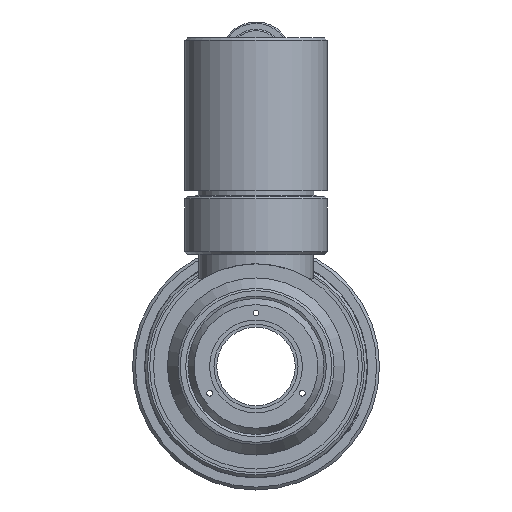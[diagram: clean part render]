
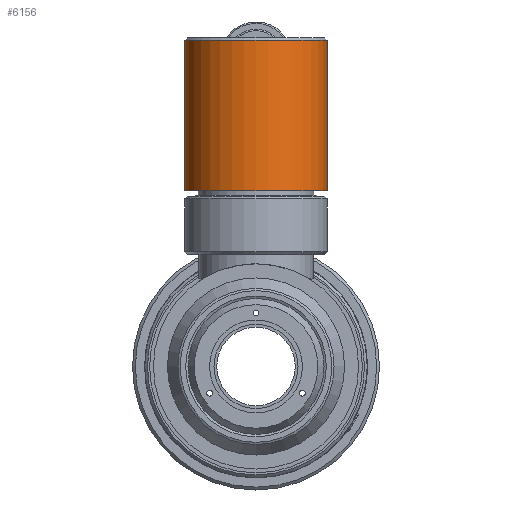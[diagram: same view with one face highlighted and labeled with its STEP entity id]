
A CAD part, left-side view. The second image highlights one B-rep face of the part: STEP entity #6156.
In plain terms, the highlighted cylindrical face has radius 12.7 mm (diameter 25.4 mm), a full revolution.
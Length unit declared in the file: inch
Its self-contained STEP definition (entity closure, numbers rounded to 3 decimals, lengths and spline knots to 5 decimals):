
#5906=CARTESIAN_POINT('',(1.084,0.5,0.));
#5907=VERTEX_POINT('',#5906);
#5908=CARTESIAN_POINT('',(1.214,0.5,0.0));
#5909=VERTEX_POINT('',#5908);
#5910=CARTESIAN_POINT('',(1.084,0.5,0.));
#5911=CARTESIAN_POINT('',(1.084,0.5,-0.00817));
#5912=CARTESIAN_POINT('',(1.08563,0.49978,-0.01688));
#5913=CARTESIAN_POINT('',(1.09227,0.49898,-0.03289));
#5914=CARTESIAN_POINT('',(1.09727,0.49842,-0.0402));
#5915=CARTESIAN_POINT('',(1.1088,0.49735,-0.05173));
#5916=CARTESIAN_POINT('',(1.11611,0.49678,-0.05673));
#5917=CARTESIAN_POINT('',(1.13212,0.49598,-0.06337));
#5918=CARTESIAN_POINT('',(1.14083,0.49576,-0.065));
#5919=CARTESIAN_POINT('',(1.15717,0.49576,-0.065));
#5920=CARTESIAN_POINT('',(1.16588,0.49598,-0.06337));
#5921=CARTESIAN_POINT('',(1.18189,0.49678,-0.05673));
#5922=CARTESIAN_POINT('',(1.1892,0.49735,-0.05173));
#5923=CARTESIAN_POINT('',(1.20073,0.49842,-0.0402));
#5924=CARTESIAN_POINT('',(1.20573,0.49898,-0.03289));
#5925=CARTESIAN_POINT('',(1.21237,0.49978,-0.01688));
#5926=CARTESIAN_POINT('',(1.214,0.5,-0.00817));
#5927=CARTESIAN_POINT('',(1.214,0.5,0.));
#5928=B_SPLINE_CURVE_WITH_KNOTS('',3,(#5910,#5911,#5912,#5913,#5914,#5915,#5916,#5917,#5918,#5919,#5920,#5921,#5922,#5923,#5924,#5925,#5926,#5927),.UNSPECIFIED.,.F.,.U.,(4,2,2,2,2,2,2,2,4),(0.24907,0.31133,0.3736,0.43587,0.49813,0.5604,0.62267,0.68493,0.7472),.UNSPECIFIED.);
#5929=EDGE_CURVE('',#5907,#5909,#5928,.T.);
#5931=CARTESIAN_POINT('',(1.214,0.5,0.));
#5932=CARTESIAN_POINT('',(1.214,0.5,0.00817));
#5933=CARTESIAN_POINT('',(1.21237,0.49978,0.01688));
#5934=CARTESIAN_POINT('',(1.20573,0.49898,0.03289));
#5935=CARTESIAN_POINT('',(1.20073,0.49842,0.0402));
#5936=CARTESIAN_POINT('',(1.1892,0.49735,0.05173));
#5937=CARTESIAN_POINT('',(1.18189,0.49678,0.05673));
#5938=CARTESIAN_POINT('',(1.16588,0.49598,0.06337));
#5939=CARTESIAN_POINT('',(1.15717,0.49576,0.065));
#5940=CARTESIAN_POINT('',(1.149,0.49576,0.065));
#5941=CARTESIAN_POINT('',(1.14083,0.49576,0.065));
#5942=CARTESIAN_POINT('',(1.13212,0.49598,0.06337));
#5943=CARTESIAN_POINT('',(1.11611,0.49678,0.05673));
#5944=CARTESIAN_POINT('',(1.1088,0.49735,0.05173));
#5945=CARTESIAN_POINT('',(1.09727,0.49842,0.0402));
#5946=CARTESIAN_POINT('',(1.09227,0.49898,0.03289));
#5947=CARTESIAN_POINT('',(1.08563,0.49978,0.01688));
#5948=CARTESIAN_POINT('',(1.084,0.5,0.00817));
#5949=CARTESIAN_POINT('',(1.084,0.5,0.0));
#5950=B_SPLINE_CURVE_WITH_KNOTS('',3,(#5931,#5932,#5933,#5934,#5935,#5936,#5937,#5938,#5939,#5940,#5941,#5942,#5943,#5944,#5945,#5946,#5947,#5948,#5949),.UNSPECIFIED.,.F.,.U.,(4,2,2,2,3,2,2,2,4),(0.7472,0.80947,0.87173,0.934,0.99627,1.05853,1.1208,1.18307,1.24533),.UNSPECIFIED.);
#5951=EDGE_CURVE('',#5909,#5907,#5950,.T.);
#6110=CARTESIAN_POINT('',(1.269,0.5,0.));
#6111=VERTEX_POINT('',#6110);
#6112=CARTESIAN_POINT('',(1.269,0.0,0.0));
#6113=DIRECTION('',(1.0,0.0,0.0));
#6114=DIRECTION('',(0.0,-1.0,0.0));
#6115=AXIS2_PLACEMENT_3D('',#6112,#6113,#6114);
#6116=CIRCLE('',#6115,0.5);
#6117=EDGE_CURVE('',#6111,#6111,#6116,.T.);
#6133=CARTESIAN_POINT('',(0.7525,0.0,0.0));
#6134=DIRECTION('',(1.0,0.0,0.0));
#6135=DIRECTION('',(0.0,1.0,0.0));
#6136=AXIS2_PLACEMENT_3D('',#6133,#6134,#6135);
#6137=CYLINDRICAL_SURFACE('',#6136,0.5);
#6138=CARTESIAN_POINT('',(0.216,0.5,0.0));
#6139=VERTEX_POINT('',#6138);
#6140=CARTESIAN_POINT('',(0.216,0.0,0.0));
#6141=DIRECTION('',(1.0,0.0,0.0));
#6142=DIRECTION('',(0.0,1.0,0.0));
#6143=AXIS2_PLACEMENT_3D('',#6140,#6141,#6142);
#6144=CIRCLE('',#6143,0.5);
#6145=EDGE_CURVE('',#6139,#6139,#6144,.T.);
#6146=ORIENTED_EDGE('',*,*,#6145,.T.);
#6147=EDGE_LOOP('',(#6146));
#6148=FACE_OUTER_BOUND('',#6147,.T.);
#6149=ORIENTED_EDGE('',*,*,#5929,.T.);
#6150=ORIENTED_EDGE('',*,*,#5951,.T.);
#6151=EDGE_LOOP('',(#6149,#6150));
#6152=FACE_BOUND('',#6151,.T.);
#6153=ORIENTED_EDGE('',*,*,#6117,.F.);
#6154=EDGE_LOOP('',(#6153));
#6155=FACE_BOUND('',#6154,.T.);
#6156=ADVANCED_FACE('',(#6148,#6152,#6155),#6137,.T.);
